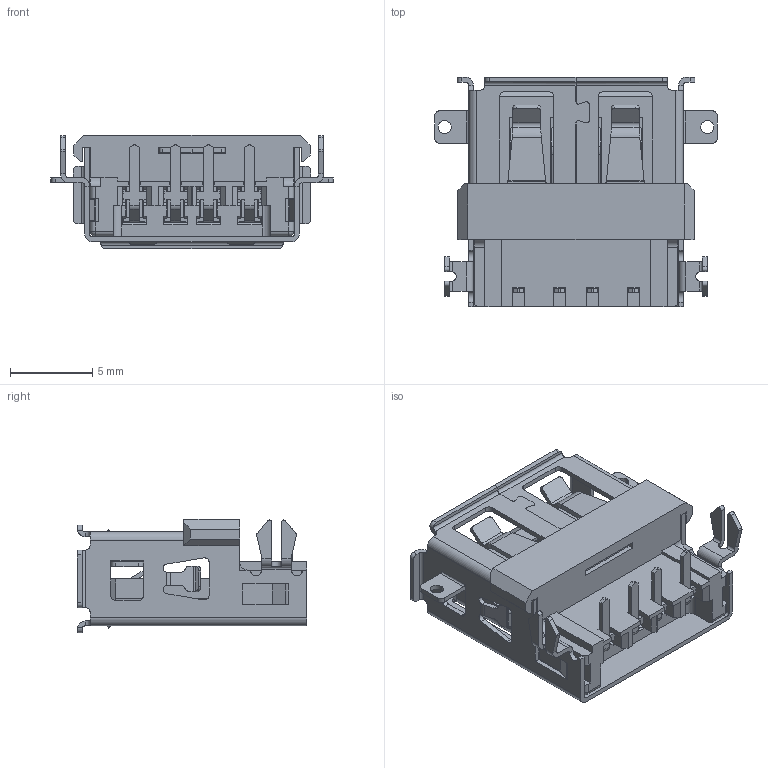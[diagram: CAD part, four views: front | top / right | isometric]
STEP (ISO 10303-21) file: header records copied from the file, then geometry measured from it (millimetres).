
FILE_DESCRIPTION((''),'2;1');
FILE_NAME('GSB12621A1EU','2023-08-02T16:03:47',('debby.hung'),(''),'CREO PARAMETRIC BY PTC INC, 2019344','CREO PARAMETRIC BY PTC INC, 2019344','');
FILE_SCHEMA(('CONFIG_CONTROL_DESIGN'));
Length unit declared in the file: millimetre
Products named in the file (1): GSB12621A1EU
Bounding box: 17.2 x 14 x 6.91 mm (x, y, z)
Surface area: 1835.8 mm2 (no closed solid volume)
Topology: 0 solids, 3 shells, 891 faces, 2815 edges, 1856 vertices
Faces by surface type: plane 632, cylinder 249, bspline 8, sphere 2
Entity records: 31570 total; most frequent: CARTESIAN_POINT 6327, ORIENTED_EDGE 5542, DIRECTION 4949, EDGE_CURVE 2815, VECTOR 2223, LINE 2223, VERTEX_POINT 1856, AXIS2_PLACEMENT_3D 1363
